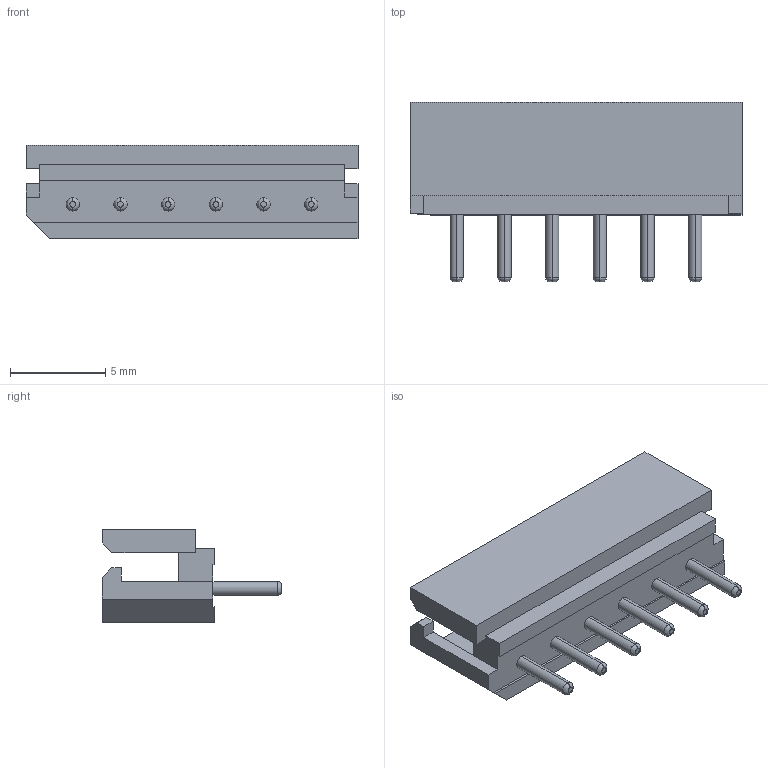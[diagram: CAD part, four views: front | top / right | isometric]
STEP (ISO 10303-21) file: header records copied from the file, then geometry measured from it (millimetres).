
FILE_DESCRIPTION((''),'2;1');
FILE_NAME('022035065','2016-09-06T',('gsharma'),(''),'PRO/ENGINEER BY PARAMETRIC TECHNOLOGY CORPORATION, 2012310','PRO/ENGINEER BY PARAMETRIC TECHNOLOGY CORPORATION, 2012310','');
FILE_SCHEMA(('CONFIG_CONTROL_DESIGN'));
Length unit declared in the file: millimetre
Products named in the file (1): 022035065
Bounding box: 17.4 x 9.4 x 4.9 mm (x, y, z)
Volume: 263.6 mm3; surface area: 662.9 mm2
Topology: 1 solids, 1 shells, 123 faces, 312 edges, 216 vertices
Faces by surface type: plane 75, cylinder 24, bspline 24
Entity records: 4231 total; most frequent: CARTESIAN_POINT 1262, DIRECTION 620, ORIENTED_EDGE 574, EDGE_CURVE 287, AXIS2_PLACEMENT_3D 208, VECTOR 204, LINE 204, VERTEX_POINT 178
